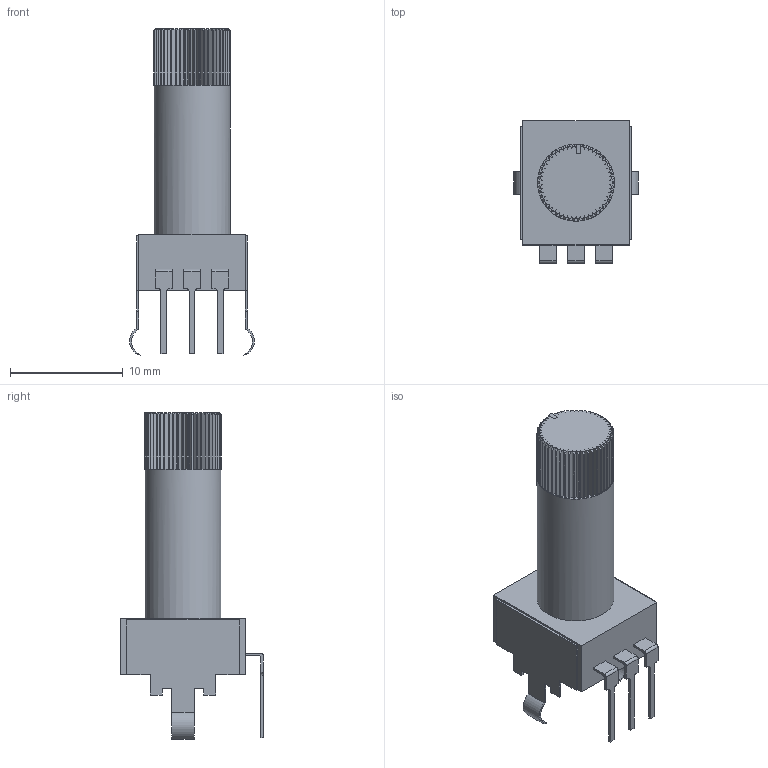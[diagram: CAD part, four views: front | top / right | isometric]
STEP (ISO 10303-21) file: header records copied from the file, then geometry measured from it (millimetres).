
FILE_DESCRIPTION(('FreeCAD Model'),'2;1');
FILE_NAME('Bourns_PTV09A.step','2019-10-12T19:11:22',('kicad StepUp'),('ksu MCAD'), 'Open CASCADE STEP processor 7.3','FreeCAD','Unknown');
FILE_SCHEMA(('AUTOMOTIVE_DESIGN { 1 0 10303 214 1 1 1 1 }'));
Length unit declared in the file: millimetre
Products named in the file (1): Bourns_PTV09A
Bounding box: 11.06 x 12.6 x 28.93 mm (x, y, z)
Volume: 1192.2 mm3; surface area: 1349.5 mm2
Topology: 8 solids, 8 shells, 307 faces, 871 edges, 580 vertices
Faces by surface type: plane 240, cone 50, cylinder 17
Full cylindrical faces by diameter (mm): 6.8 x1
Entity records: 12179 total; most frequent: DIRECTION 1769, CARTESIAN_POINT 1759, ORIENTED_EDGE 1742, EDGE_CURVE 871, AXIS2_PLACEMENT_3D 590, LINE 589, VECTOR 589, VERTEX_POINT 580
